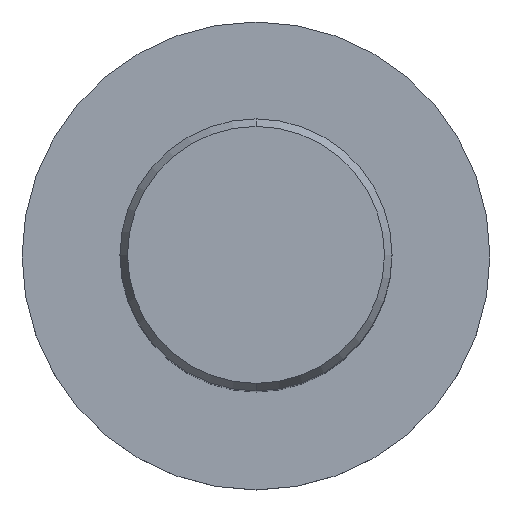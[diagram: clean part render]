
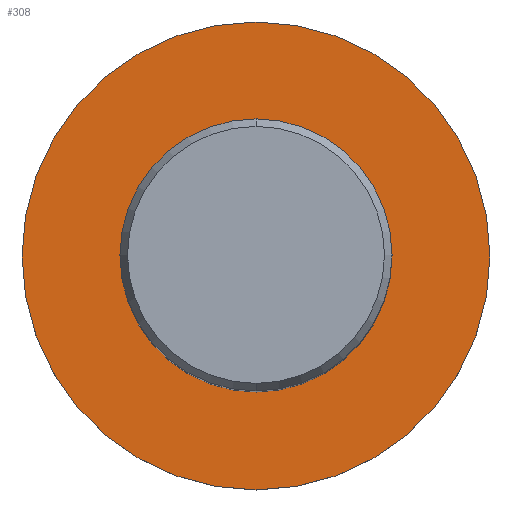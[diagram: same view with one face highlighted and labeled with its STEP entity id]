
A CAD part, top view. The second image highlights one B-rep face of the part: STEP entity #308.
In plain terms, the highlighted planar face has unit normal (0, 0, 1).
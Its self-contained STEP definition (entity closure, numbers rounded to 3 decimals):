
#192=VERTEX_POINT('',#525);
#308=ADVANCED_FACE('',(#649,#650),#651,.T.);
#340=EDGE_CURVE('',#372,#192,#686,.T.);
#354=VERTEX_POINT('',#702);
#372=VERTEX_POINT('',#720);
#396=EDGE_CURVE('',#488,#354,#745,.T.);
#412=EDGE_CURVE('',#354,#488,#765,.T.);
#488=VERTEX_POINT('',#850);
#498=EDGE_CURVE('',#192,#372,#862,.T.);
#525=CARTESIAN_POINT('',(0.0,12.5,-56.0));
#649=FACE_BOUND('',#1131,.T.);
#650=FACE_OUTER_BOUND('',#1132,.T.);
#651=PLANE('',#1133);
#686=CIRCLE('',#1204,12.5);
#702=CARTESIAN_POINT('',(0.,-21.5,-56.0));
#720=CARTESIAN_POINT('',(0.,-12.5,-56.0));
#745=CIRCLE('',#1357,21.5);
#765=CIRCLE('',#1383,21.5);
#850=CARTESIAN_POINT('',(0.0,21.5,-56.0));
#862=CIRCLE('',#1564,12.5);
#1131=EDGE_LOOP('',(#1704,#1705));
#1132=EDGE_LOOP('',(#1706,#1707));
#1133=AXIS2_PLACEMENT_3D('',#1708,#1709,#1710);
#1204=AXIS2_PLACEMENT_3D('',#1753,#1754,#1755);
#1357=AXIS2_PLACEMENT_3D('',#1806,#1807,#1808);
#1383=AXIS2_PLACEMENT_3D('',#1843,#1844,#1845);
#1564=AXIS2_PLACEMENT_3D('',#1970,#1971,#1972);
#1704=ORIENTED_EDGE('',*,*,#498,.T.);
#1705=ORIENTED_EDGE('',*,*,#340,.T.);
#1706=ORIENTED_EDGE('',*,*,#396,.F.);
#1707=ORIENTED_EDGE('',*,*,#412,.F.);
#1708=CARTESIAN_POINT('',(0.0,10.75,-56.0));
#1709=DIRECTION('',(-0.0,0.0,1.0));
#1710=DIRECTION('',(0.0,-1.0,0.0));
#1753=CARTESIAN_POINT('',(0.0,0.0,-56.0));
#1754=DIRECTION('',(-0.0,0.0,-1.0));
#1755=DIRECTION('',(0.0,1.0,0.0));
#1806=CARTESIAN_POINT('',(0.0,0.0,-56.0));
#1807=DIRECTION('',(0.0,0.0,-1.0));
#1808=DIRECTION('',(0.0,1.0,0.0));
#1843=CARTESIAN_POINT('',(0.0,0.0,-56.0));
#1844=DIRECTION('',(0.0,0.0,-1.0));
#1845=DIRECTION('',(0.0,1.0,0.0));
#1970=CARTESIAN_POINT('',(0.0,0.0,-56.0));
#1971=DIRECTION('',(-0.0,0.0,-1.0));
#1972=DIRECTION('',(0.0,1.0,0.0));
